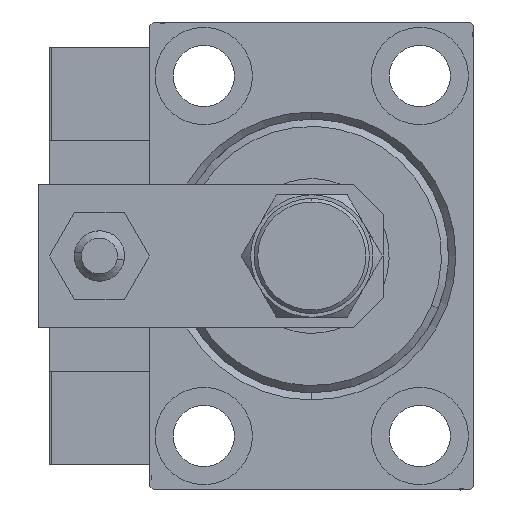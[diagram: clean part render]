
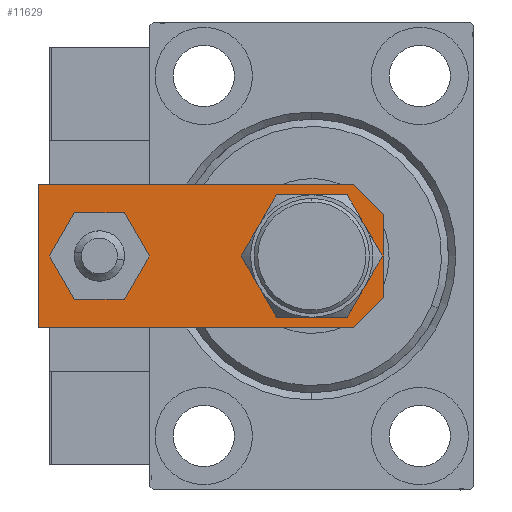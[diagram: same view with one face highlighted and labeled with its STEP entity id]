
A CAD part, left-side view. The second image highlights one B-rep face of the part: STEP entity #11629.
In plain terms, the highlighted face is planar.
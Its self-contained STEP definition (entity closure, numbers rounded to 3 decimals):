
#646 = CARTESIAN_POINT ( 'NONE',  ( 10., 48., 6. ) ) ;
#1367 = CIRCLE ( 'NONE', #26553, 7.25 ) ;
#1632 = CARTESIAN_POINT ( 'NONE',  ( 4., 39.5, 6. ) ) ;
#2093 = EDGE_CURVE ( 'NONE', #18323, #51960, #16113, .T. ) ;
#3816 = EDGE_CURVE ( 'NONE', #23866, #25553, #50006, .T. ) ;
#3849 = CARTESIAN_POINT ( 'NONE',  ( 0., 0., 6. ) ) ;
#3897 = VECTOR ( 'NONE', #40989, 1000. ) ;
#4655 = CARTESIAN_POINT ( 'NONE',  ( 0., 10., 6. ) ) ;
#4723 = CARTESIAN_POINT ( 'NONE',  ( 0., 39.5, 6. ) ) ;
#4838 = CARTESIAN_POINT ( 'NONE',  ( 2.88, -2.88, 6. ) ) ;
#5490 = DIRECTION ( 'NONE',  ( -1., 0., 0. ) ) ;
#5649 = VECTOR ( 'NONE', #41660, 1000. ) ;
#6104 = VERTEX_POINT ( 'NONE', #646 ) ;
#6460 = DIRECTION ( 'NONE',  ( 1., 0., 0. ) ) ;
#7098 = CARTESIAN_POINT ( 'NONE',  ( -4., 39.5, 6. ) ) ;
#8547 = VERTEX_POINT ( 'NONE', #7098 ) ;
#8589 = CARTESIAN_POINT ( 'NONE',  ( -10., 0., 6. ) ) ;
#9037 = LINE ( 'NONE', #4838, #32585 ) ;
#10730 = VERTEX_POINT ( 'NONE', #26613 ) ;
#11629 = ADVANCED_FACE ( 'NONE', ( #51431, #27774, #47758 ), #12516, .T. ) ;
#12025 = DIRECTION ( 'NONE',  ( 0., 0., 1. ) ) ;
#12259 = CIRCLE ( 'NONE', #43333, 4. ) ;
#12516 = PLANE ( 'NONE',  #16309 ) ;
#12737 = VECTOR ( 'NONE', #41594, 1000. ) ;
#13074 = DIRECTION ( 'NONE',  ( 1., 0., 0. ) ) ;
#13997 = CARTESIAN_POINT ( 'NONE',  ( -2.88, -2.88, 6. ) ) ;
#14229 = EDGE_LOOP ( 'NONE', ( #16679, #38213, #42915, #44262, #14897, #48466 ) ) ;
#14897 = ORIENTED_EDGE ( 'NONE', *, *, #15681, .T. ) ;
#15075 = CARTESIAN_POINT ( 'NONE',  ( -7.25, 10., 6. ) ) ;
#15681 = EDGE_CURVE ( 'NONE', #22624, #6104, #33097, .T. ) ;
#15683 = EDGE_CURVE ( 'NONE', #44759, #8547, #12259, .T. ) ;
#16113 = CIRCLE ( 'NONE', #22830, 7.25 ) ;
#16309 = AXIS2_PLACEMENT_3D ( 'NONE', #3849, #44579, #35913 ) ;
#16679 = ORIENTED_EDGE ( 'NONE', *, *, #49579, .T. ) ;
#17064 = DIRECTION ( 'NONE',  ( 1., 0., 0. ) ) ;
#17504 = VERTEX_POINT ( 'NONE', #39559 ) ;
#18323 = VERTEX_POINT ( 'NONE', #15075 ) ;
#20501 = CARTESIAN_POINT ( 'NONE',  ( -10., 4.24, 6. ) ) ;
#20941 = LINE ( 'NONE', #8589, #34088 ) ;
#21001 = CARTESIAN_POINT ( 'NONE',  ( 10., 48., 6. ) ) ;
#21514 = LINE ( 'NONE', #21001, #38185 ) ;
#22624 = VERTEX_POINT ( 'NONE', #45787 ) ;
#22830 = AXIS2_PLACEMENT_3D ( 'NONE', #49355, #29367, #13074 ) ;
#23716 = CIRCLE ( 'NONE', #24578, 4. ) ;
#23866 = VERTEX_POINT ( 'NONE', #20501 ) ;
#24305 = ORIENTED_EDGE ( 'NONE', *, *, #2093, .F. ) ;
#24578 = AXIS2_PLACEMENT_3D ( 'NONE', #38003, #42462, #6460 ) ;
#25167 = EDGE_CURVE ( 'NONE', #10730, #22624, #9037, .T. ) ;
#25366 = CARTESIAN_POINT ( 'NONE',  ( -10., 48., 6. ) ) ;
#25553 = VERTEX_POINT ( 'NONE', #50236 ) ;
#26553 = AXIS2_PLACEMENT_3D ( 'NONE', #4655, #12025, #37236 ) ;
#26613 = CARTESIAN_POINT ( 'NONE',  ( 5.76, 0., 6. ) ) ;
#27774 = FACE_OUTER_BOUND ( 'NONE', #14229, .T. ) ;
#28834 = DIRECTION ( 'NONE',  ( 1., 0., 0. ) ) ;
#29367 = DIRECTION ( 'NONE',  ( 0., 0., 1. ) ) ;
#32050 = EDGE_CURVE ( 'NONE', #8547, #44759, #23716, .T. ) ;
#32585 = VECTOR ( 'NONE', #41618, 1000. ) ;
#33097 = LINE ( 'NONE', #40732, #3897 ) ;
#34088 = VECTOR ( 'NONE', #28834, 1000. ) ;
#35913 = DIRECTION ( 'NONE',  ( 1., 0., 0. ) ) ;
#36485 = ORIENTED_EDGE ( 'NONE', *, *, #15683, .F. ) ;
#36789 = DIRECTION ( 'NONE',  ( 0., 0., 1. ) ) ;
#37236 = DIRECTION ( 'NONE',  ( 1., 0., 0. ) ) ;
#38003 = CARTESIAN_POINT ( 'NONE',  ( 0., 39.5, 6. ) ) ;
#38185 = VECTOR ( 'NONE', #5490, 1000. ) ;
#38213 = ORIENTED_EDGE ( 'NONE', *, *, #3816, .T. ) ;
#39111 = CARTESIAN_POINT ( 'NONE',  ( 7.25, 10., 6. ) ) ;
#39559 = CARTESIAN_POINT ( 'NONE',  ( -10., 48., 6. ) ) ;
#39927 = EDGE_LOOP ( 'NONE', ( #24305, #40351 ) ) ;
#40351 = ORIENTED_EDGE ( 'NONE', *, *, #46815, .F. ) ;
#40725 = EDGE_CURVE ( 'NONE', #6104, #17504, #21514, .T. ) ;
#40732 = CARTESIAN_POINT ( 'NONE',  ( 10., 0., 6. ) ) ;
#40989 = DIRECTION ( 'NONE',  ( 0., 1., 0. ) ) ;
#41594 = DIRECTION ( 'NONE',  ( 0.707, -0.707, 0. ) ) ;
#41618 = DIRECTION ( 'NONE',  ( 0.707, 0.707, 0. ) ) ;
#41660 = DIRECTION ( 'NONE',  ( 0., -1., 0. ) ) ;
#42462 = DIRECTION ( 'NONE',  ( 0., 0., 1. ) ) ;
#42802 = ORIENTED_EDGE ( 'NONE', *, *, #32050, .F. ) ;
#42915 = ORIENTED_EDGE ( 'NONE', *, *, #46802, .T. ) ;
#43333 = AXIS2_PLACEMENT_3D ( 'NONE', #4723, #36789, #17064 ) ;
#44262 = ORIENTED_EDGE ( 'NONE', *, *, #25167, .T. ) ;
#44579 = DIRECTION ( 'NONE',  ( 0., 0., 1. ) ) ;
#44759 = VERTEX_POINT ( 'NONE', #1632 ) ;
#45787 = CARTESIAN_POINT ( 'NONE',  ( 10., 4.24, 6. ) ) ;
#45878 = LINE ( 'NONE', #25366, #5649 ) ;
#46802 = EDGE_CURVE ( 'NONE', #25553, #10730, #20941, .T. ) ;
#46815 = EDGE_CURVE ( 'NONE', #51960, #18323, #1367, .T. ) ;
#47758 = FACE_BOUND ( 'NONE', #39927, .T. ) ;
#48466 = ORIENTED_EDGE ( 'NONE', *, *, #40725, .T. ) ;
#49355 = CARTESIAN_POINT ( 'NONE',  ( 0., 10., 6. ) ) ;
#49579 = EDGE_CURVE ( 'NONE', #17504, #23866, #45878, .T. ) ;
#49933 = EDGE_LOOP ( 'NONE', ( #42802, #36485 ) ) ;
#50006 = LINE ( 'NONE', #13997, #12737 ) ;
#50236 = CARTESIAN_POINT ( 'NONE',  ( -5.76, 0., 6. ) ) ;
#51431 = FACE_BOUND ( 'NONE', #49933, .T. ) ;
#51960 = VERTEX_POINT ( 'NONE', #39111 ) ;
